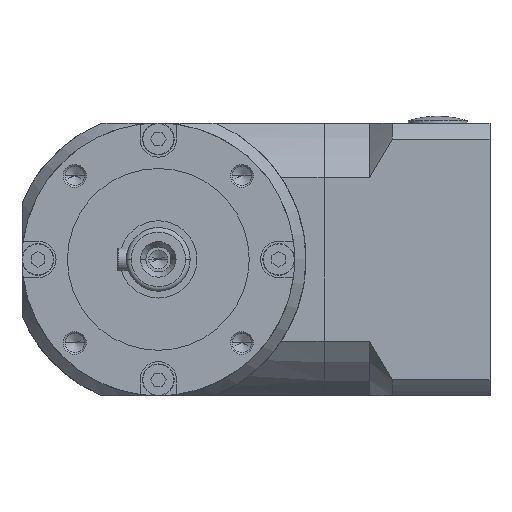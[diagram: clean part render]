
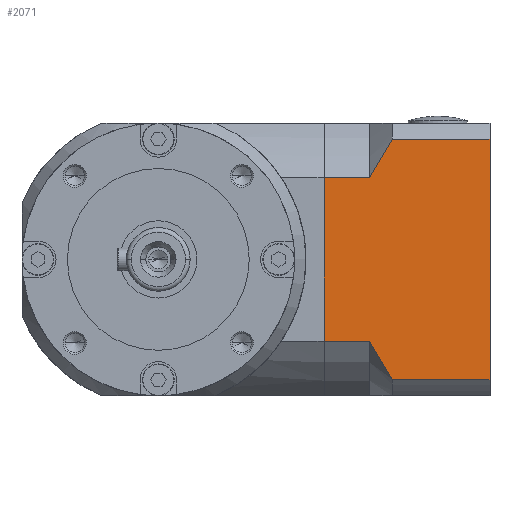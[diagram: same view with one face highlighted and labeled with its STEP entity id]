
A CAD part, left-side view. The second image highlights one B-rep face of the part: STEP entity #2071.
In plain terms, the highlighted planar face has unit normal (-1, 0, 0).
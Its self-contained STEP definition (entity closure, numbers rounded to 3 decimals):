
#198 = CARTESIAN_POINT ( 'NONE',  ( 8., -46.5, 18.028 ) ) ;
#511 = VERTEX_POINT ( 'NONE', #6589 ) ;
#597 = CARTESIAN_POINT ( 'NONE',  ( 8., -46.5, -18.028 ) ) ;
#1044 = VERTEX_POINT ( 'NONE', #12616 ) ;
#1109 = CARTESIAN_POINT ( 'NONE',  ( 8., -36.5, 18.028 ) ) ;
#1532 = CARTESIAN_POINT ( 'NONE',  ( 8., -47.254, 19.492 ) ) ;
#1661 = ORIENTED_EDGE ( 'NONE', *, *, #10131, .F. ) ;
#2071 = ADVANCED_FACE ( 'NONE', ( #5913 ), #5760, .F. ) ;
#2075 = DIRECTION ( 'NONE',  ( 0., 0., -1. ) ) ;
#2363 = CARTESIAN_POINT ( 'NONE',  ( 8., -51.5, 26.458 ) ) ;
#2854 = EDGE_CURVE ( 'NONE', #11033, #9048, #4546, .T. ) ;
#3121 = CARTESIAN_POINT ( 'NONE',  ( 8., -47.251, -19.486 ) ) ;
#3185 = EDGE_CURVE ( 'NONE', #4261, #511, #15649, .T. ) ;
#3230 = CARTESIAN_POINT ( 'NONE',  ( 8., -51.5, -26.458 ) ) ;
#3464 = EDGE_CURVE ( 'NONE', #7629, #11033, #9699, .T. ) ;
#3694 = LINE ( 'NONE', #10751, #13062 ) ;
#4021 = CARTESIAN_POINT ( 'NONE',  ( 8., -50.602, 25.101 ) ) ;
#4098 = VECTOR ( 'NONE', #8350, 1000. ) ;
#4251 = DIRECTION ( 'NONE',  ( 0., 1., 0. ) ) ;
#4261 = VERTEX_POINT ( 'NONE', #13876 ) ;
#4266 = B_SPLINE_CURVE_WITH_KNOTS ( 'NONE', 3,
 ( #3230, #4453, #13011, #15286, #3121, #597 ),
 .UNSPECIFIED., .F., .F.,
 ( 4, 2, 4 ),
 ( 0.047, 0.052, 0.057 ),
 .UNSPECIFIED. ) ;
#4453 = CARTESIAN_POINT ( 'NONE',  ( 8., -50.601, -25.098 ) ) ;
#4546 = LINE ( 'NONE', #12305, #12006 ) ;
#4616 = CARTESIAN_POINT ( 'NONE',  ( 8., -73., 26.458 ) ) ;
#5223 = AXIS2_PLACEMENT_3D ( 'NONE', #15553, #8243, #2075 ) ;
#5606 = VERTEX_POINT ( 'NONE', #4616 ) ;
#5760 = PLANE ( 'NONE',  #5223 ) ;
#5913 = FACE_OUTER_BOUND ( 'NONE', #13388, .T. ) ;
#6142 = EDGE_CURVE ( 'NONE', #10142, #5606, #10589, .T. ) ;
#6170 = DIRECTION ( 'NONE',  ( 0., 0., 1. ) ) ;
#6471 = VECTOR ( 'NONE', #9780, 1000. ) ;
#6589 = CARTESIAN_POINT ( 'NONE',  ( 8., -51.5, -26.458 ) ) ;
#6919 = CARTESIAN_POINT ( 'NONE',  ( 8., -46.5, -18.028 ) ) ;
#7629 = VERTEX_POINT ( 'NONE', #6919 ) ;
#8243 = DIRECTION ( 'NONE',  ( 1., 0., 0. ) ) ;
#8350 = DIRECTION ( 'NONE',  ( 0., -1., 0. ) ) ;
#8537 = DIRECTION ( 'NONE',  ( 0., 0., -1. ) ) ;
#9009 = CARTESIAN_POINT ( 'NONE',  ( 8., -73., -26.458 ) ) ;
#9048 = VERTEX_POINT ( 'NONE', #1109 ) ;
#9195 = VECTOR ( 'NONE', #8537, 1000. ) ;
#9547 = ORIENTED_EDGE ( 'NONE', *, *, #10494, .F. ) ;
#9699 = LINE ( 'NONE', #13470, #6471 ) ;
#9780 = DIRECTION ( 'NONE',  ( 0., 1., 0. ) ) ;
#9902 = VECTOR ( 'NONE', #4251, 1000. ) ;
#10100 = CARTESIAN_POINT ( 'NONE',  ( 8., -48.057, 20.92 ) ) ;
#10131 = EDGE_CURVE ( 'NONE', #5606, #4261, #12436, .T. ) ;
#10142 = VERTEX_POINT ( 'NONE', #2363 ) ;
#10206 = CARTESIAN_POINT ( 'NONE',  ( 8., -51.5, 26.458 ) ) ;
#10468 = ORIENTED_EDGE ( 'NONE', *, *, #3185, .F. ) ;
#10494 = EDGE_CURVE ( 'NONE', #511, #7629, #4266, .T. ) ;
#10589 = LINE ( 'NONE', #13313, #4098 ) ;
#10751 = CARTESIAN_POINT ( 'NONE',  ( 8., -73., 18.028 ) ) ;
#11033 = VERTEX_POINT ( 'NONE', #11924 ) ;
#11240 = EDGE_CURVE ( 'NONE', #1044, #10142, #11738, .T. ) ;
#11315 = CARTESIAN_POINT ( 'NONE',  ( 8., -49.731, 23.724 ) ) ;
#11738 = B_SPLINE_CURVE_WITH_KNOTS ( 'NONE', 3,
 ( #198, #1532, #10100, #11315, #4021, #10206 ),
 .UNSPECIFIED., .F., .F.,
 ( 4, 2, 4 ),
 ( 0.095, 0.1, 0.105 ),
 .UNSPECIFIED. ) ;
#11924 = CARTESIAN_POINT ( 'NONE',  ( 8., -36.5, -18.028 ) ) ;
#12006 = VECTOR ( 'NONE', #6170, 1000. ) ;
#12041 = DIRECTION ( 'NONE',  ( 0., -1., 0. ) ) ;
#12305 = CARTESIAN_POINT ( 'NONE',  ( 8., -36.5, -28.686 ) ) ;
#12436 = LINE ( 'NONE', #13287, #9195 ) ;
#12616 = CARTESIAN_POINT ( 'NONE',  ( 8., -46.5, 18.028 ) ) ;
#13011 = CARTESIAN_POINT ( 'NONE',  ( 8., -49.728, -23.72 ) ) ;
#13062 = VECTOR ( 'NONE', #12041, 1000. ) ;
#13287 = CARTESIAN_POINT ( 'NONE',  ( 8., -73., -25. ) ) ;
#13313 = CARTESIAN_POINT ( 'NONE',  ( 8., -73., 26.458 ) ) ;
#13388 = EDGE_LOOP ( 'NONE', ( #14352, #14631, #14685, #15157, #9547, #10468, #1661, #14697 ) ) ;
#13470 = CARTESIAN_POINT ( 'NONE',  ( 8., -73., -18.028 ) ) ;
#13876 = CARTESIAN_POINT ( 'NONE',  ( 8., -73., -26.458 ) ) ;
#14352 = ORIENTED_EDGE ( 'NONE', *, *, #11240, .F. ) ;
#14631 = ORIENTED_EDGE ( 'NONE', *, *, #15606, .F. ) ;
#14685 = ORIENTED_EDGE ( 'NONE', *, *, #2854, .F. ) ;
#14697 = ORIENTED_EDGE ( 'NONE', *, *, #6142, .F. ) ;
#15157 = ORIENTED_EDGE ( 'NONE', *, *, #3464, .F. ) ;
#15286 = CARTESIAN_POINT ( 'NONE',  ( 8., -48.054, -20.915 ) ) ;
#15553 = CARTESIAN_POINT ( 'NONE',  ( 8., -36.5, -28.686 ) ) ;
#15606 = EDGE_CURVE ( 'NONE', #9048, #1044, #3694, .T. ) ;
#15649 = LINE ( 'NONE', #9009, #9902 ) ;
